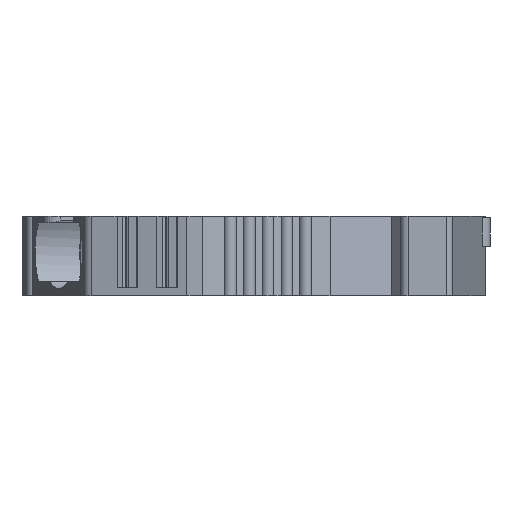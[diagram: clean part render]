
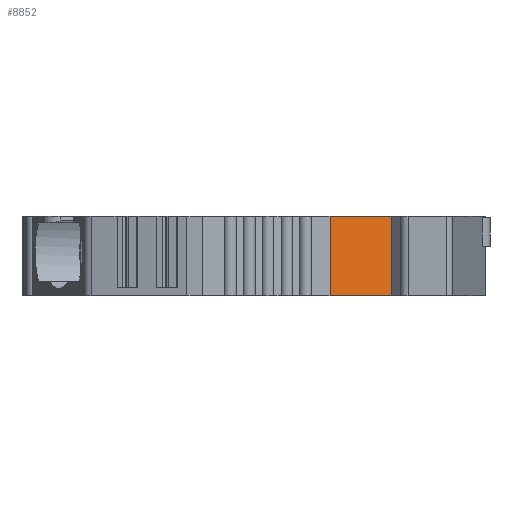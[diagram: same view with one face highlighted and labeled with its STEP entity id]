
A CAD part, left-side view. The second image highlights one B-rep face of the part: STEP entity #8852.
In plain terms, the highlighted planar face has unit normal (-0.927, -0.375, 0).
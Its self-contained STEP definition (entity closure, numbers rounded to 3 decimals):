
#1952=ORIENTED_EDGE('',*,*,#3157,.F.);
#1953=ORIENTED_EDGE('',*,*,#3135,.T.);
#1954=ORIENTED_EDGE('',*,*,#2721,.F.);
#1955=ORIENTED_EDGE('',*,*,#3158,.F.);
#2721=EDGE_CURVE('',#3561,#3562,#4164,.T.);
#3135=EDGE_CURVE('',#3807,#3562,#4480,.T.);
#3157=EDGE_CURVE('',#3807,#3819,#4495,.T.);
#3158=EDGE_CURVE('',#3819,#3561,#4496,.T.);
#3561=VERTEX_POINT('',#12236);
#3562=VERTEX_POINT('',#12238);
#3807=VERTEX_POINT('',#13129);
#3819=VERTEX_POINT('',#13172);
#4164=LINE('',#12237,#4866);
#4480=LINE('',#13128,#5182);
#4495=LINE('',#13171,#5197);
#4496=LINE('',#13173,#5198);
#4866=VECTOR('',#10268,1000.);
#5182=VECTOR('',#11028,1000.);
#5197=VECTOR('',#11075,1000.);
#5198=VECTOR('',#11076,1000.);
#5553=EDGE_LOOP('',(#1952,#1953,#1954,#1955));
#5913=FACE_BOUND('',#5553,.T.);
#6155=PLANE('',#9389);
#8852=ADVANCED_FACE('',(#5913),#6155,.F.);
#9389=AXIS2_PLACEMENT_3D('',#13170,#11073,#11074);
#10268=DIRECTION('',(0.,0.,1.));
#11028=DIRECTION('',(-0.375,0.927,0.));
#11073=DIRECTION('',(0.927,0.375,0.));
#11074=DIRECTION('',(-0.375,0.927,0.));
#11075=DIRECTION('',(0.,0.,-1.));
#11076=DIRECTION('',(-0.375,0.927,0.));
#12236=CARTESIAN_POINT('',(-31.623,-25.801,-6.1));
#12237=CARTESIAN_POINT('',(-31.623,-25.801,-6.1));
#12238=CARTESIAN_POINT('',(-31.623,-25.801,0.));
#13128=CARTESIAN_POINT('',(-29.056,-32.154,0.));
#13129=CARTESIAN_POINT('',(-29.721,-30.509,0.));
#13170=CARTESIAN_POINT('',(-29.056,-32.154,-6.1));
#13171=CARTESIAN_POINT('',(-29.721,-30.509,-5.1));
#13172=CARTESIAN_POINT('',(-29.721,-30.509,-6.1));
#13173=CARTESIAN_POINT('',(-29.056,-32.154,-6.1));
